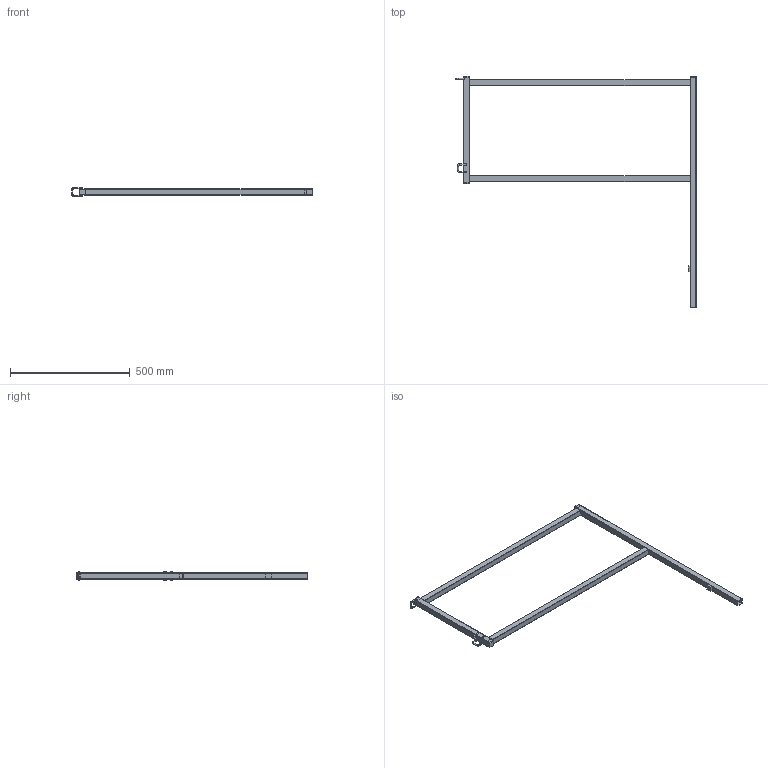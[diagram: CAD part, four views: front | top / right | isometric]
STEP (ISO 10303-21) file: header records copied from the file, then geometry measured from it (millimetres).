
FILE_DESCRIPTION (( 'STEP AP203' ), '1' );
FILE_NAME ('T77000.STEP', '2018-09-11T13:28:56', ( '' ), ( '' ), 'SwSTEP 2.0', 'SolidWorks 2016', '' );
FILE_SCHEMA (( 'CONFIG_CONTROL_DESIGN' ));
Length unit declared in the file: millimetre
Products named in the file (8): 25.4 X 25.4 X 1.2 ERW X 960; TH106; 25.4 X 25.4 X 1.2 ERW X 440; 25.4 X 25.4 X 1.2 ERW X 920; TH1438; S1650_S1650; T77000; TH1309
Assembly tree (12 placements, depth 3):
  T77000
    TH106
      25.4 X 25.4 X 1.2 ERW X 440
      25.4 X 25.4 X 1.2 ERW X 960
      25.4 X 25.4 X 1.2 ERW X 920  x2
      TH1309  x3
      TH1438
    S1650_S1650  x3
Bounding box: 1002.8 x 963.5 x 37 mm (x, y, z)
Volume: 407648.5 mm3; surface area: 632806.5 mm2
Topology: 11 solids, 11 shells, 195 faces, 468 edges, 286 vertices
Faces by surface type: cylinder 86, plane 85, torus 12, sphere 12
Entity records: 3926 total; most frequent: DIRECTION 560, CARTESIAN_POINT 509, ORIENTED_EDGE 480, EDGE_CURVE 240, AXIS2_PLACEMENT_3D 205, VERTEX_POINT 154, LINE 150, VECTOR 150
